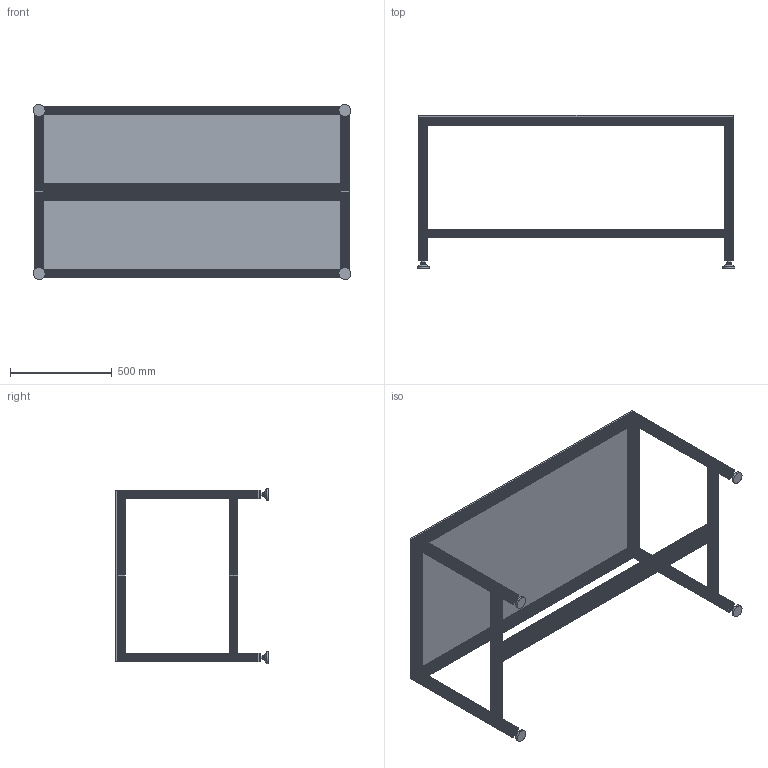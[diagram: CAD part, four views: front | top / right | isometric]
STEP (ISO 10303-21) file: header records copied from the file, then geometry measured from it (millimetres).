
FILE_DESCRIPTION(('STEP AP203'), '1');
FILE_NAME('Ñòîë (ðàáî÷èé)_2', '', ('UNSPECIFIED'), ('UNSPECIFIED'), 'C3D Converter', 'C3D Toolkit', '');
FILE_SCHEMA(('CONFIG_CONTROL_DESIGN'));
Length unit declared in the file: millimetre
Assembly tree (67 placements, depth 3):
  (unnamed)
    (unnamed)  x4
      (unnamed)
      (unnamed)
      (unnamed)
    (unnamed)  x4
      (unnamed)
      (unnamed)
    (unnamed)  x4
    (unnamed)  x4
    (unnamed)  x16
      (unnamed)
      (unnamed)
      (unnamed)
    (unnamed)  x2
    (unnamed)
    (unnamed)  x4
    (unnamed)
    (unnamed)  x6
    (unnamed)  x10
Bounding box: 1559.21 x 753 x 859.21 mm (x, y, z)
Volume: 18514326.1 mm3; surface area: 9357155.7 mm2
Topology: 120 solids, 120 shells, 6102 faces, 17652 edges, 11934 vertices
Faces by surface type: plane 3462, cylinder 2222, cone 344, torus 62, sphere 12
Full cylindrical faces by diameter (mm): 6 x16, 6.5 x16, 6.6 x16, 6.647 x10, 8 x10, 8.2 x10, 8.5 x16, 9.7 x16, 10 x64, 10.106 x8, 10.4 x4, 11.7 x16, 12 x4, 14 x4, 14.7 x16, 15 x4, 15.24 x10, 18 x16, 59.3 x4
Entity records: 71802 total; most frequent: CARTESIAN_POINT 16874, DIRECTION 11130, ORIENTED_EDGE 11020, EDGE_CURVE 5510, LINE 3728, VECTOR 3728, VERTEX_POINT 3719, AXIS2_PLACEMENT_3D 3701
